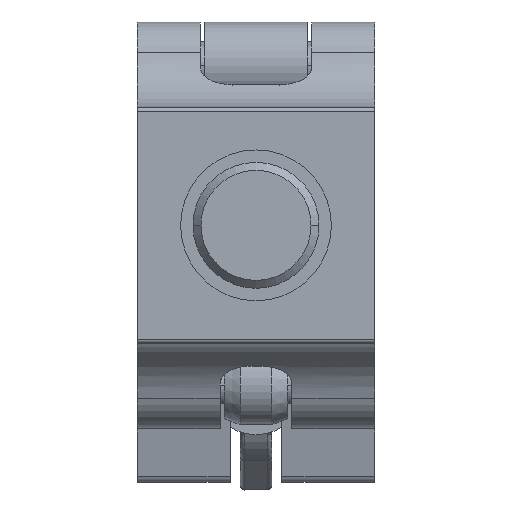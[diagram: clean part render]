
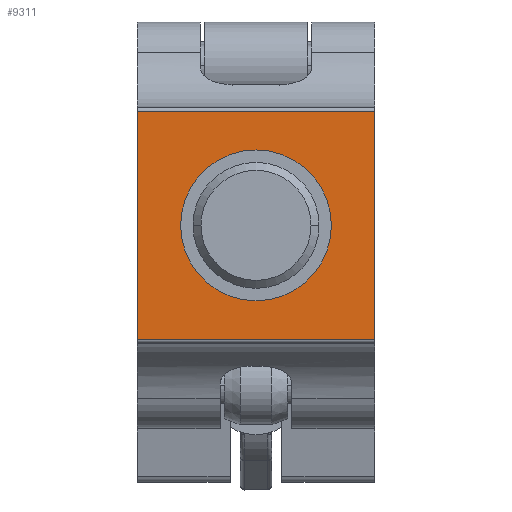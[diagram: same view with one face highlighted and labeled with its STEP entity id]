
A CAD part, front view. The second image highlights one B-rep face of the part: STEP entity #9311.
In plain terms, the highlighted planar face has unit normal (0, -1, 0).
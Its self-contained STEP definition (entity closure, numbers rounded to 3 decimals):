
#877 = CARTESIAN_POINT ( 'NONE',  ( 0., 0., 0. ) ) ;
#1506 = DIRECTION ( 'NONE',  ( 0., 0., -1. ) ) ;
#1949 = CARTESIAN_POINT ( 'NONE',  ( 14.95, 0., -14.866 ) ) ;
#2047 = DIRECTION ( 'NONE',  ( 0., 0., 1. ) ) ;
#2434 = ORIENTED_EDGE ( 'NONE', *, *, #10917, .T. ) ;
#2564 = LINE ( 'NONE', #10717, #17537 ) ;
#3029 = CARTESIAN_POINT ( 'NONE',  ( 14.95, 0., -14.366 ) ) ;
#3253 = FACE_OUTER_BOUND ( 'NONE', #15242, .T. ) ;
#4140 = VERTEX_POINT ( 'NONE', #9532 ) ;
#4199 = LINE ( 'NONE', #8916, #19815 ) ;
#4773 = CARTESIAN_POINT ( 'NONE',  ( 14.95, 0., -14.866 ) ) ;
#5171 = CIRCLE ( 'NONE', #7917, 3.25 ) ;
#5197 = VERTEX_POINT ( 'NONE', #3029 ) ;
#6095 = DIRECTION ( 'NONE',  ( 0., 1., 0. ) ) ;
#6612 = DIRECTION ( 'NONE',  ( 0., 0., -1. ) ) ;
#6633 = CIRCLE ( 'NONE', #10740, 3.25 ) ;
#6732 = EDGE_CURVE ( 'NONE', #6745, #13599, #6633, .T. ) ;
#6745 = VERTEX_POINT ( 'NONE', #17037 ) ;
#7085 = CARTESIAN_POINT ( 'NONE',  ( 14.95, 0., 14.366 ) ) ;
#7917 = AXIS2_PLACEMENT_3D ( 'NONE', #12654, #6095, #14361 ) ;
#8011 = LINE ( 'NONE', #4773, #12651 ) ;
#8280 = EDGE_CURVE ( 'NONE', #9522, #5197, #8011, .T. ) ;
#8287 = VECTOR ( 'NONE', #1506, 1000. ) ;
#8365 = ORIENTED_EDGE ( 'NONE', *, *, #10784, .T. ) ;
#8903 = DIRECTION ( 'NONE',  ( 0., 1., 0. ) ) ;
#8916 = CARTESIAN_POINT ( 'NONE',  ( 14.95, 0., 14.366 ) ) ;
#9311 = ADVANCED_FACE ( 'NONE', ( #11495, #3253 ), #9782, .F. ) ;
#9482 = VERTEX_POINT ( 'NONE', #15545 ) ;
#9522 = VERTEX_POINT ( 'NONE', #7085 ) ;
#9532 = CARTESIAN_POINT ( 'NONE',  ( -14.95, 0., 14.366 ) ) ;
#9782 = PLANE ( 'NONE',  #11366 ) ;
#10717 = CARTESIAN_POINT ( 'NONE',  ( 14.95, 0., -14.366 ) ) ;
#10740 = AXIS2_PLACEMENT_3D ( 'NONE', #877, #8903, #20455 ) ;
#10784 = EDGE_CURVE ( 'NONE', #13599, #6745, #5171, .T. ) ;
#10917 = EDGE_CURVE ( 'NONE', #4140, #9482, #14261, .T. ) ;
#11366 = AXIS2_PLACEMENT_3D ( 'NONE', #1949, #18027, #2047 ) ;
#11495 = FACE_BOUND ( 'NONE', #19566, .T. ) ;
#11783 = ORIENTED_EDGE ( 'NONE', *, *, #6732, .T. ) ;
#12651 = VECTOR ( 'NONE', #6612, 1000. ) ;
#12654 = CARTESIAN_POINT ( 'NONE',  ( 0., 0., 0. ) ) ;
#13599 = VERTEX_POINT ( 'NONE', #16891 ) ;
#13760 = DIRECTION ( 'NONE',  ( -1., 0., 0. ) ) ;
#14261 = LINE ( 'NONE', #16188, #8287 ) ;
#14361 = DIRECTION ( 'NONE',  ( 0., 0., 1. ) ) ;
#14564 = EDGE_CURVE ( 'NONE', #9482, #5197, #2564, .T. ) ;
#15242 = EDGE_LOOP ( 'NONE', ( #2434, #19751, #15514, #21017 ) ) ;
#15514 = ORIENTED_EDGE ( 'NONE', *, *, #8280, .F. ) ;
#15545 = CARTESIAN_POINT ( 'NONE',  ( -14.95, 0., -14.366 ) ) ;
#16188 = CARTESIAN_POINT ( 'NONE',  ( -14.95, 0., -14.866 ) ) ;
#16891 = CARTESIAN_POINT ( 'NONE',  ( 0., 0., -3.25 ) ) ;
#17037 = CARTESIAN_POINT ( 'NONE',  ( 0., 0., 3.25 ) ) ;
#17432 = DIRECTION ( 'NONE',  ( 1., 0., 0. ) ) ;
#17537 = VECTOR ( 'NONE', #17432, 1000. ) ;
#18027 = DIRECTION ( 'NONE',  ( 0., 1., 0. ) ) ;
#19566 = EDGE_LOOP ( 'NONE', ( #11783, #8365 ) ) ;
#19751 = ORIENTED_EDGE ( 'NONE', *, *, #14564, .T. ) ;
#19815 = VECTOR ( 'NONE', #13760, 1000. ) ;
#20455 = DIRECTION ( 'NONE',  ( 0., 0., 1. ) ) ;
#20567 = EDGE_CURVE ( 'NONE', #9522, #4140, #4199, .T. ) ;
#21017 = ORIENTED_EDGE ( 'NONE', *, *, #20567, .T. ) ;
